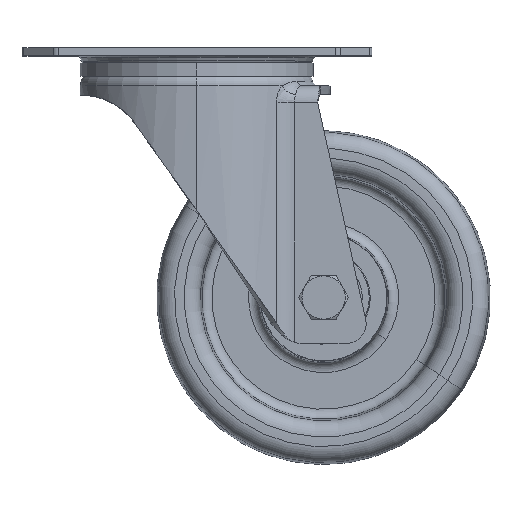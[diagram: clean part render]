
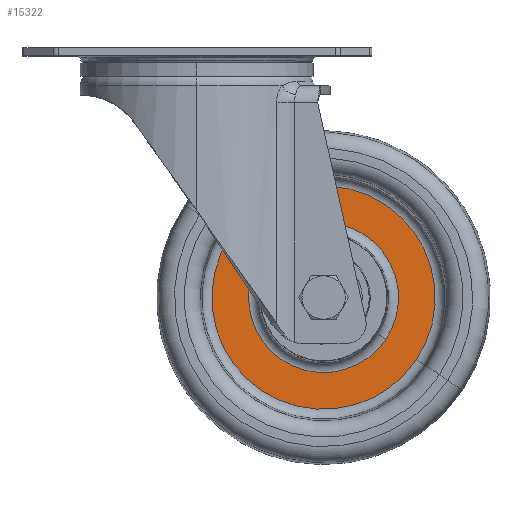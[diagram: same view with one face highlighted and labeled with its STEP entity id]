
A CAD part, top view. The second image highlights one B-rep face of the part: STEP entity #15322.
In plain terms, the highlighted planar face has unit normal (0, 0, 1).
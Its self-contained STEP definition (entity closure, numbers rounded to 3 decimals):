
#77 = DIRECTION ( 'NONE',  ( 0.832, -0.555, 0. ) ) ;
#289 = AXIS2_PLACEMENT_3D ( 'NONE', #1855, #15888, #77 ) ;
#445 = EDGE_CURVE ( 'NONE', #501, #17669, #12153, .T. ) ;
#501 = VERTEX_POINT ( 'NONE', #13712 ) ;
#994 = DIRECTION ( 'NONE',  ( 0.832, -0.555, 0. ) ) ;
#1289 = ORIENTED_EDGE ( 'NONE', *, *, #2140, .T. ) ;
#1728 = DIRECTION ( 'NONE',  ( 0.832, -0.555, 0. ) ) ;
#1855 = CARTESIAN_POINT ( 'NONE',  ( 38., -75., 5. ) ) ;
#2140 = EDGE_CURVE ( 'NONE', #17669, #501, #10927, .T. ) ;
#3205 = CARTESIAN_POINT ( 'NONE',  ( 56.589, -47.113, 5. ) ) ;
#3264 = ORIENTED_EDGE ( 'NONE', *, *, #445, .T. ) ;
#3425 = CARTESIAN_POINT ( 'NONE',  ( 38., -75., 5. ) ) ;
#3731 = AXIS2_PLACEMENT_3D ( 'NONE', #17627, #17927, #1728 ) ;
#4013 = AXIS2_PLACEMENT_3D ( 'NONE', #3205, #9824, #12972 ) ;
#4366 = VERTEX_POINT ( 'NONE', #9881 ) ;
#4525 = CARTESIAN_POINT ( 'NONE',  ( 19.28, -62.522, 5. ) ) ;
#5124 = EDGE_CURVE ( 'NONE', #14175, #4366, #6700, .T. ) ;
#6700 = CIRCLE ( 'NONE', #3731, 22.497 ) ;
#9229 = ORIENTED_EDGE ( 'NONE', *, *, #5124, .F. ) ;
#9283 = AXIS2_PLACEMENT_3D ( 'NONE', #15369, #16892, #994 ) ;
#9724 = DIRECTION ( 'NONE',  ( 0., 0., 1. ) ) ;
#9824 = DIRECTION ( 'NONE',  ( 0., 0., 1. ) ) ;
#9881 = CARTESIAN_POINT ( 'NONE',  ( 56.72, -87.478, 5. ) ) ;
#10069 = EDGE_LOOP ( 'NONE', ( #3264, #1289 ) ) ;
#10927 = CIRCLE ( 'NONE', #9283, 33.515 ) ;
#11836 = ORIENTED_EDGE ( 'NONE', *, *, #13389, .F. ) ;
#12153 = CIRCLE ( 'NONE', #14859, 33.515 ) ;
#12352 = FACE_BOUND ( 'NONE', #17795, .T. ) ;
#12409 = CARTESIAN_POINT ( 'NONE',  ( 10.113, -56.411, 5. ) ) ;
#12972 = DIRECTION ( 'NONE',  ( -0.832, 0.555, 0. ) ) ;
#13389 = EDGE_CURVE ( 'NONE', #4366, #14175, #19545, .T. ) ;
#13712 = CARTESIAN_POINT ( 'NONE',  ( 65.887, -93.589, 5. ) ) ;
#14175 = VERTEX_POINT ( 'NONE', #4525 ) ;
#14859 = AXIS2_PLACEMENT_3D ( 'NONE', #3425, #9724, #16096 ) ;
#15322 = ADVANCED_FACE ( 'NONE', ( #12352, #15693 ), #17019, .T. ) ;
#15369 = CARTESIAN_POINT ( 'NONE',  ( 38., -75., 5. ) ) ;
#15693 = FACE_OUTER_BOUND ( 'NONE', #10069, .T. ) ;
#15888 = DIRECTION ( 'NONE',  ( 0., 0., 1. ) ) ;
#16096 = DIRECTION ( 'NONE',  ( 0.832, -0.555, 0. ) ) ;
#16892 = DIRECTION ( 'NONE',  ( 0., 0., 1. ) ) ;
#17019 = PLANE ( 'NONE',  #4013 ) ;
#17627 = CARTESIAN_POINT ( 'NONE',  ( 38., -75., 5. ) ) ;
#17669 = VERTEX_POINT ( 'NONE', #12409 ) ;
#17795 = EDGE_LOOP ( 'NONE', ( #11836, #9229 ) ) ;
#17927 = DIRECTION ( 'NONE',  ( 0., 0., 1. ) ) ;
#19545 = CIRCLE ( 'NONE', #289, 22.497 ) ;
